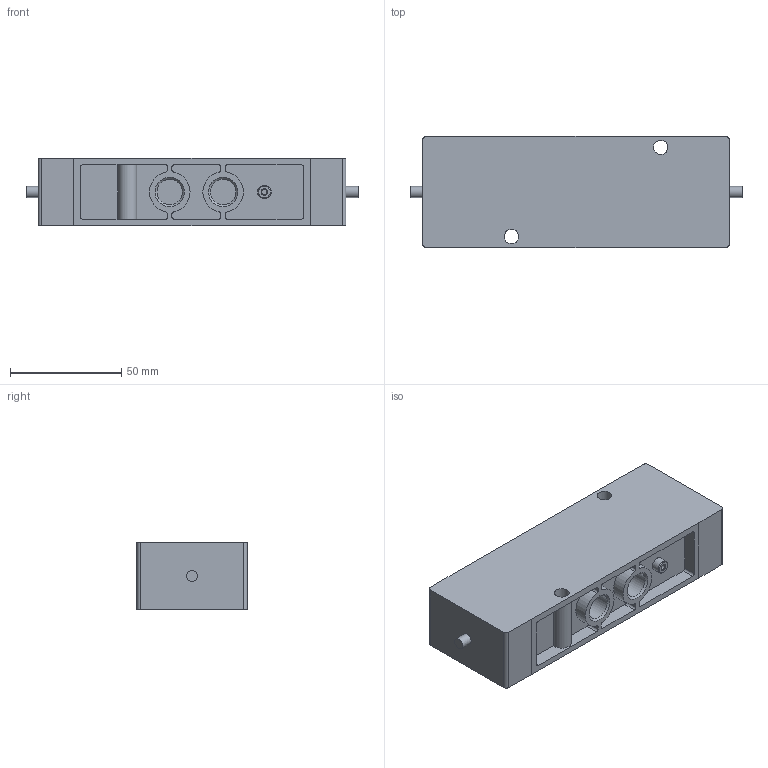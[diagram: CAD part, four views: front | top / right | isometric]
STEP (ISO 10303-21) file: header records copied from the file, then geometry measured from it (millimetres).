
FILE_DESCRIPTION(/* description */ ('STEP AP214'),/* implementation_level */ '2;1');
FILE_NAME(/* name */ '536036_JH-5-1_4-EX',/* time_stamp */ '2024-08-29T14:24:09+02:00',/* author */ ('License CC BY-ND 4.0'),/* organization */ ('CADENAS'),/* preprocessor_version */ 'ST-DEVELOPER v19.3',/* originating_system */ 'PARTsolutions',/* authorisation */ ' ');
FILE_SCHEMA (('AUTOMOTIVE_DESIGN {1 0 10303 214 3 1 1}'));
Length unit declared in the file: millimetre
Products named in the file (1): 536036 JH-5-1/4-EX
Bounding box: 149 x 50 x 30.4 mm (x, y, z)
Volume: 180593 mm3; surface area: 34107.4 mm2
Topology: 1 solids, 1 shells, 129 faces, 312 edges, 205 vertices
Faces by surface type: cylinder 58, plane 54, cone 17
Full cylindrical faces by diameter (mm): 2.459 x2, 5 x2, 5.8 x2, 5.9 x2, 6.15 x2, 6.5 x2, 8.566 x2, 11.445 x5, 18.24 x2
Entity records: 3562 total; most frequent: DIRECTION 653, CARTESIAN_POINT 597, ORIENTED_EDGE 526, EDGE_CURVE 263, AXIS2_PLACEMENT_3D 261, VERTEX_POINT 194, EDGE_LOOP 191, FACE_BOUND 191
